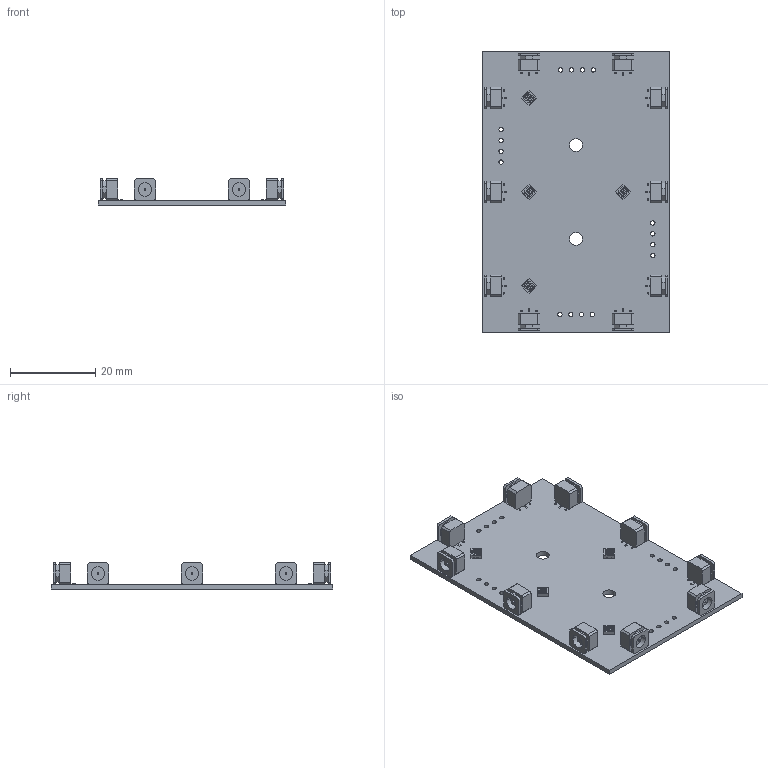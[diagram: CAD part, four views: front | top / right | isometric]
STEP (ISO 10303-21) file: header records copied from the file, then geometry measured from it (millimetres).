
FILE_DESCRIPTION(('Open CASCADE Model'),'2;1');
FILE_NAME('Open CASCADE Shape Model','2024-08-17T12:05:54',('Author'),( 'Open CASCADE'),'Open CASCADE STEP processor 7.5','Open CASCADE 7.5' ,'Unknown');
FILE_SCHEMA(('AUTOMOTIVE_DESIGN { 1 0 10303 214 1 1 1 1 }'));
Length unit declared in the file: millimetre
Products named in the file (19): PCB; Board; Open CASCADE STEP translator 7.5 3.1.1; J5; rosenberger-19S201-40ML5-smp-right-angle; U4; MM5130_model; J10; J9; J8; J7; J6; J4; J3; J2; J1; U3; U2; U1
Assembly tree (30 placements, depth 3):
  PCB
    Board
      Open CASCADE STEP translator 7.5 3.1.1
    J5
      rosenberger-19S201-40ML5-smp-right-angle
    U4
      MM5130_model
    J10
      rosenberger-19S201-40ML5-smp-right-angle
    J9
      rosenberger-19S201-40ML5-smp-right-angle
    J8
      rosenberger-19S201-40ML5-smp-right-angle
    J7
      rosenberger-19S201-40ML5-smp-right-angle
    J6
      rosenberger-19S201-40ML5-smp-right-angle
    J4
      rosenberger-19S201-40ML5-smp-right-angle
    J3
      rosenberger-19S201-40ML5-smp-right-angle
    J2
      rosenberger-19S201-40ML5-smp-right-angle
    J1
      rosenberger-19S201-40ML5-smp-right-angle
    U3
      MM5130_model
    U2
      MM5130_model
    U1
      MM5130_model
Bounding box: 44 x 66 x 6.16 mm (x, y, z)
Volume: 4155.4 mm3; surface area: 7873.1 mm2
Topology: 15 solids, 15 shells, 1642 faces, 4288 edges, 2676 vertices
Faces by surface type: plane 1090, cylinder 208, bspline 208, sphere 116, cone 20
Full cylindrical faces by diameter (mm): 0.4 x70, 1.02 x16, 3 x2
Entity records: 14636 total; most frequent: CARTESIAN_POINT 3144, ORIENTED_EDGE 2200, DIRECTION 2056, EDGE_CURVE 1100, LINE 736, VECTOR 736, VERTEX_POINT 708, AXIS2_PLACEMENT_3D 660
